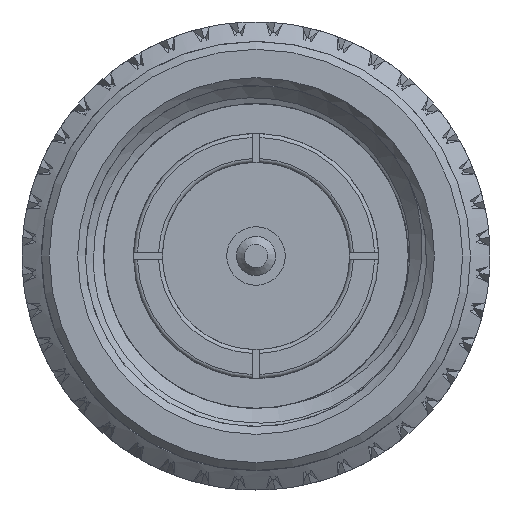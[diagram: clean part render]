
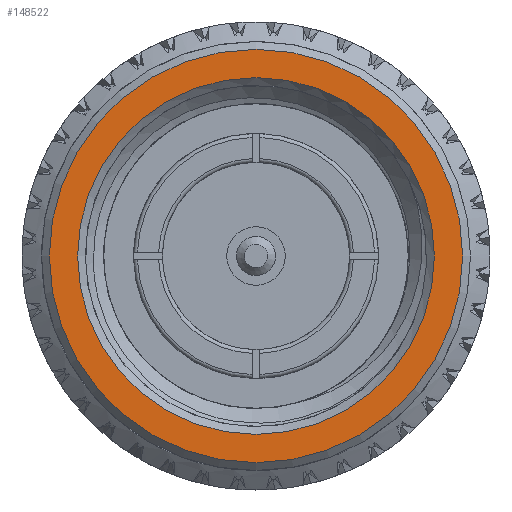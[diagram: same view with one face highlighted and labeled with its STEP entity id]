
A CAD part, left-side view. The second image highlights one B-rep face of the part: STEP entity #148522.
In plain terms, the highlighted planar face has unit normal (-1, 0, 0).
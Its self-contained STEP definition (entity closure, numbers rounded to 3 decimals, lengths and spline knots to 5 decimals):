
#6854 = AXIS2_PLACEMENT_3D ( 'NONE', #50473, #11328, #99320 ) ;
#9453 = PLANE ( 'NONE',  #42111 ) ;
#9665 = EDGE_LOOP ( 'NONE', ( #25535 ) ) ;
#10250 = DIRECTION ( 'NONE',  ( 0., 1., 0. ) ) ;
#11328 = DIRECTION ( 'NONE',  ( -1., 0., 0. ) ) ;
#17284 = DIRECTION ( 'NONE',  ( 0., 1., 0. ) ) ;
#25535 = ORIENTED_EDGE ( 'NONE', *, *, #124417, .T. ) ;
#27486 = CARTESIAN_POINT ( 'NONE',  ( 0., 0.265, 0. ) ) ;
#29287 = CARTESIAN_POINT ( 'NONE',  ( 0., 0., 0. ) ) ;
#36643 = CIRCLE ( 'NONE', #154120, 0.22875 ) ;
#42111 = AXIS2_PLACEMENT_3D ( 'NONE', #143834, #121437, #10250 ) ;
#49964 = VERTEX_POINT ( 'NONE', #63527 ) ;
#50473 = CARTESIAN_POINT ( 'NONE',  ( 0., 0., 0. ) ) ;
#63527 = CARTESIAN_POINT ( 'NONE',  ( 0., 0.22875, 0. ) ) ;
#70254 = FACE_OUTER_BOUND ( 'NONE', #9665, .T. ) ;
#75863 = CIRCLE ( 'NONE', #6854, 0.265 ) ;
#76735 = EDGE_LOOP ( 'NONE', ( #84009 ) ) ;
#78114 = DIRECTION ( 'NONE',  ( 1., 0., 0. ) ) ;
#84009 = ORIENTED_EDGE ( 'NONE', *, *, #132990, .T. ) ;
#99320 = DIRECTION ( 'NONE',  ( 0., 1., 0. ) ) ;
#121437 = DIRECTION ( 'NONE',  ( 1., 0., 0. ) ) ;
#124417 = EDGE_CURVE ( 'NONE', #125106, #125106, #75863, .T. ) ;
#125106 = VERTEX_POINT ( 'NONE', #27486 ) ;
#132990 = EDGE_CURVE ( 'NONE', #49964, #49964, #36643, .T. ) ;
#143053 = FACE_BOUND ( 'NONE', #76735, .T. ) ;
#143834 = CARTESIAN_POINT ( 'NONE',  ( 0., 0.1031, -0.24954 ) ) ;
#148522 = ADVANCED_FACE ( 'NONE', ( #143053, #70254 ), #9453, .F. ) ;
#154120 = AXIS2_PLACEMENT_3D ( 'NONE', #29287, #78114, #17284 ) ;
